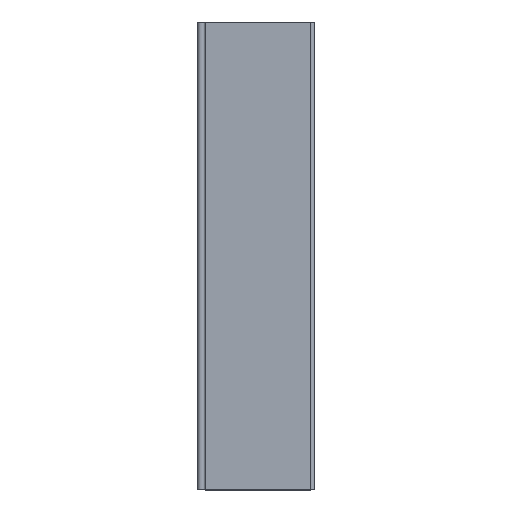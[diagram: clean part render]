
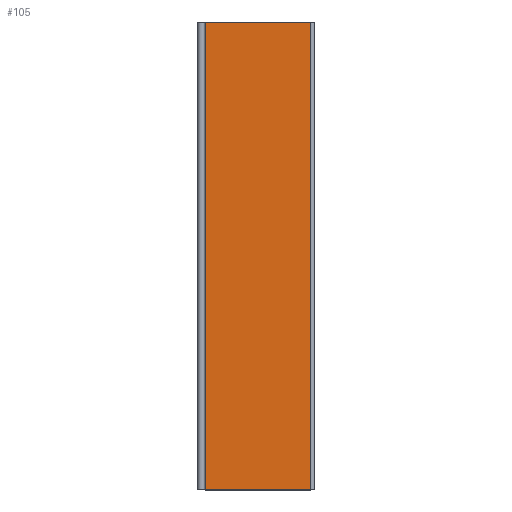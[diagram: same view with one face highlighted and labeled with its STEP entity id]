
A CAD part, top view. The second image highlights one B-rep face of the part: STEP entity #105.
In plain terms, the highlighted planar face has unit normal (0, 0, 1).
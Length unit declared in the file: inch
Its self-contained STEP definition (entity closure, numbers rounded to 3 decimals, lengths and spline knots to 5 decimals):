
#35=CARTESIAN_POINT('',(0.6775,6.4675,-0.4675));
#36=VERTEX_POINT('',#35);
#44=CARTESIAN_POINT('',(0.6775,0.4675,-0.4675));
#45=VERTEX_POINT('',#44);
#46=CARTESIAN_POINT('',(0.6775,0.4675,-0.4675));
#47=DIRECTION('',(0.,1.,0.));
#48=VECTOR('',#47,1.);
#49=LINE('',#46,#48);
#50=EDGE_CURVE('',#45,#36,#49,.T.);
#75=CARTESIAN_POINT('',(-0.6775,6.4675,-0.4675));
#76=VERTEX_POINT('',#75);
#77=CARTESIAN_POINT('',(-0.6775,6.4675,-0.4675));
#78=DIRECTION('',(-1.,0.,0.));
#79=VECTOR('',#78,1.);
#80=LINE('',#77,#79);
#81=EDGE_CURVE('',#36,#76,#80,.T.);
#82=ORIENTED_EDGE('',*,*,#81,.T.);
#83=CARTESIAN_POINT('',(-0.6775,0.4675,-0.4675));
#84=VERTEX_POINT('',#83);
#85=CARTESIAN_POINT('',(-0.6775,0.4675,-0.4675));
#86=DIRECTION('',(0.,1.,0.));
#87=VECTOR('',#86,1.);
#88=LINE('',#85,#87);
#89=EDGE_CURVE('',#84,#76,#88,.T.);
#90=ORIENTED_EDGE('',*,*,#89,.F.);
#91=CARTESIAN_POINT('',(-0.6775,0.4675,-0.4675));
#92=DIRECTION('',(1.,0.,0.));
#93=VECTOR('',#92,1.);
#94=LINE('',#91,#93);
#95=EDGE_CURVE('',#84,#45,#94,.T.);
#96=ORIENTED_EDGE('',*,*,#95,.T.);
#97=ORIENTED_EDGE('',*,*,#50,.T.);
#98=EDGE_LOOP('',(#82,#90,#96,#97));
#99=FACE_OUTER_BOUND('',#98,.T.);
#100=CARTESIAN_POINT('',(0.,0.4675,-0.4675));
#101=DIRECTION('',(0.,0.,1.));
#102=DIRECTION('',(1.,0.,0.));
#103=AXIS2_PLACEMENT_3D('',#100,#101,#102);
#104=PLANE('',#103);
#105=ADVANCED_FACE('',(#99),#104,.T.);
